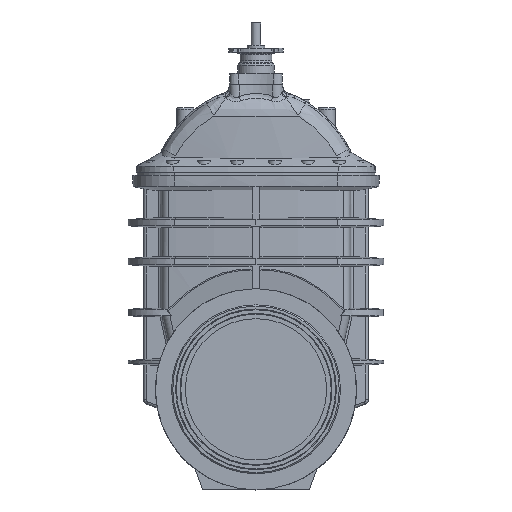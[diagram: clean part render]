
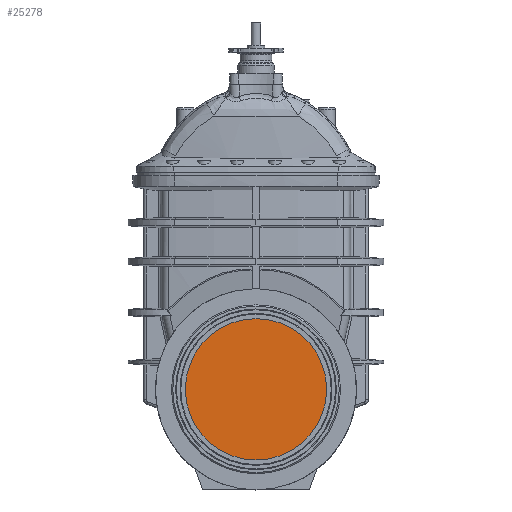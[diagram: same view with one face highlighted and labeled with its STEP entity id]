
A CAD part, top view. The second image highlights one B-rep face of the part: STEP entity #25278.
In plain terms, the highlighted planar face has unit normal (0, 0, 1).
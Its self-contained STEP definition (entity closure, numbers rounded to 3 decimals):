
#5205 = CARTESIAN_POINT ( 'NONE',  ( 0., 0., 161. ) ) ;
#5206 = DIRECTION ( 'NONE',  ( 0., 0., -1. ) ) ;
#5207 = DIRECTION ( 'NONE',  ( -1., 0., 0. ) ) ;
#5405 = AXIS2_PLACEMENT_3D ( 'NONE', #5205, #5206, #5207 ) ;
#5666 = AXIS2_PLACEMENT_3D ( 'NONE', #26305, #26309, #26310 ) ;
#9956 = CIRCLE ( 'NONE', #5405, 225. ) ;
#12883 = ORIENTED_EDGE ( 'NONE', *, *, #17033, .F. ) ;
#17033 = EDGE_CURVE ( 'NONE', #27356, #27356, #9956, .T. ) ;
#17790 = EDGE_LOOP ( 'NONE', ( #12883 ) ) ;
#25051 = CARTESIAN_POINT ( 'NONE',  ( -225., 0., 161. ) ) ;
#25278 = ADVANCED_FACE ( 'NONE', ( #27226 ), #26306, .F. ) ;
#26305 = CARTESIAN_POINT ( 'NONE',  ( 0., 0., 161. ) ) ;
#26306 = PLANE ( 'NONE',  #5666 ) ;
#26309 = DIRECTION ( 'NONE',  ( 0., 0., -1. ) ) ;
#26310 = DIRECTION ( 'NONE',  ( -1., 0., 0. ) ) ;
#27226 = FACE_OUTER_BOUND ( 'NONE', #17790, .T. ) ;
#27356 = VERTEX_POINT ( 'NONE', #25051 ) ;
